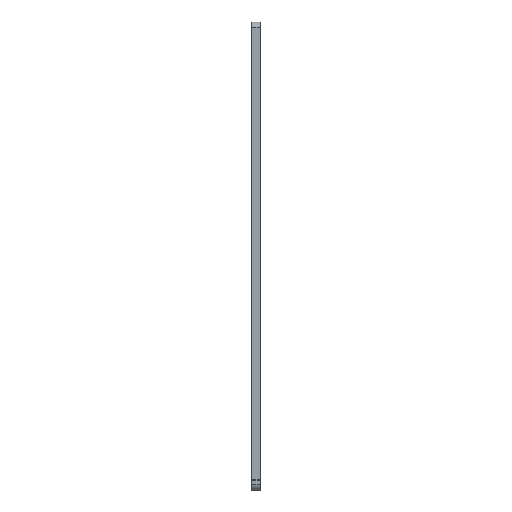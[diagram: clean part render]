
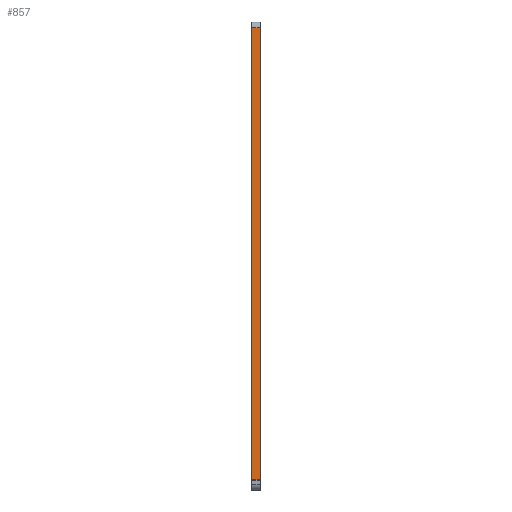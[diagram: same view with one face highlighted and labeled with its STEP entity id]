
A CAD part, left-side view. The second image highlights one B-rep face of the part: STEP entity #857.
In plain terms, the highlighted planar face has unit normal (-1, 0, 0).
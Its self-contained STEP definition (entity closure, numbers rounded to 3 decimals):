
#55=PLANE('',#961);
#93=FACE_OUTER_BOUND('',#148,.T.);
#148=EDGE_LOOP('',(#735,#736,#737,#738));
#188=LINE('',#1327,#256);
#195=LINE('',#1361,#263);
#225=LINE('',#1442,#293);
#230=LINE('',#1454,#298);
#256=VECTOR('',#1070,10.);
#263=VECTOR('',#1099,10.);
#293=VECTOR('',#1191,10.);
#298=VECTOR('',#1206,10.);
#391=VERTEX_POINT('',#1324);
#392=VERTEX_POINT('',#1326);
#407=VERTEX_POINT('',#1358);
#428=VERTEX_POINT('',#1439);
#482=EDGE_CURVE('',#391,#392,#188,.T.);
#499=EDGE_CURVE('',#407,#391,#195,.T.);
#540=EDGE_CURVE('',#392,#428,#225,.T.);
#546=EDGE_CURVE('',#428,#407,#230,.T.);
#735=ORIENTED_EDGE('',*,*,#540,.F.);
#736=ORIENTED_EDGE('',*,*,#482,.F.);
#737=ORIENTED_EDGE('',*,*,#499,.F.);
#738=ORIENTED_EDGE('',*,*,#546,.F.);
#857=ADVANCED_FACE('',(#93),#55,.F.);
#961=AXIS2_PLACEMENT_3D('',#1453,#1204,#1205);
#1070=DIRECTION('',(0.,0.,1.));
#1099=DIRECTION('',(0.,1.,0.));
#1191=DIRECTION('',(0.,-1.,0.));
#1204=DIRECTION('center_axis',(1.,0.,0.));
#1205=DIRECTION('ref_axis',(0.,0.,-1.));
#1206=DIRECTION('',(0.,0.,-1.));
#1324=CARTESIAN_POINT('',(-98.5,3.,-80.317));
#1326=CARTESIAN_POINT('',(-98.5,3.,82.));
#1327=CARTESIAN_POINT('',(-98.5,3.,82.25));
#1358=CARTESIAN_POINT('',(-98.5,0.,-80.317));
#1361=CARTESIAN_POINT('',(-98.5,0.,-80.317));
#1439=CARTESIAN_POINT('',(-98.5,0.,82.));
#1442=CARTESIAN_POINT('',(-98.5,0.,82.));
#1453=CARTESIAN_POINT('Origin',(-98.5,3.,84.));
#1454=CARTESIAN_POINT('',(-98.5,0.,82.25));
